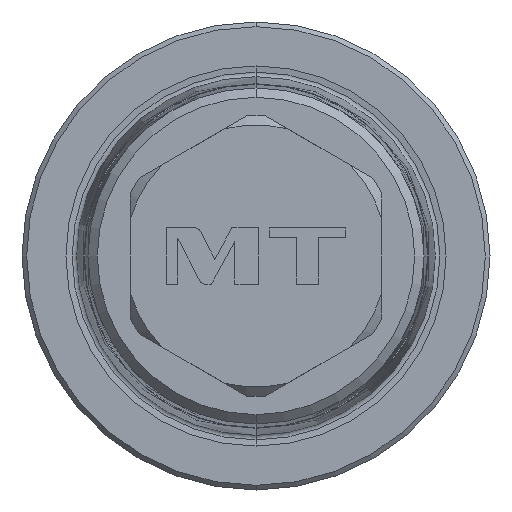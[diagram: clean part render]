
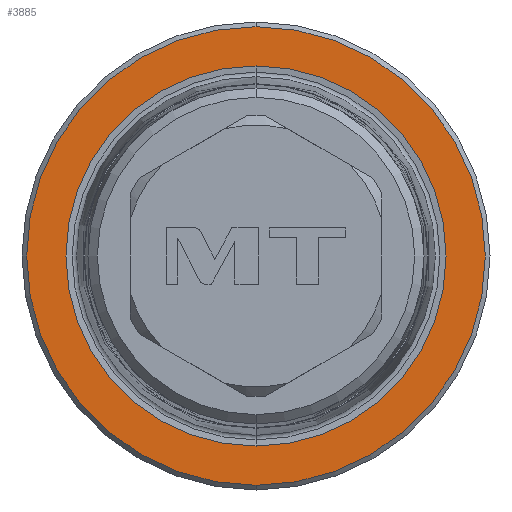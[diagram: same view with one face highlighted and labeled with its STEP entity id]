
A CAD part, front view. The second image highlights one B-rep face of the part: STEP entity #3885.
In plain terms, the highlighted planar face has unit normal (0, -1, 0).
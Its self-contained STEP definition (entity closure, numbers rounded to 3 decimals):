
#721=CARTESIAN_POINT('',(0.,0.,0.));
#722=DIRECTION('',(0.,1.,0.));
#723=DIRECTION('',(0.,0.,-1.));
#724=AXIS2_PLACEMENT_3D('',#721,#722,#723);
#726=CARTESIAN_POINT('',(0.,0.,0.));
#727=DIRECTION('',(0.,1.,0.));
#728=DIRECTION('',(0.,0.,1.));
#729=AXIS2_PLACEMENT_3D('',#726,#727,#728);
#731=CARTESIAN_POINT('',(0.,0.,0.));
#732=DIRECTION('',(0.,-1.,0.));
#733=DIRECTION('',(0.,0.,1.));
#734=AXIS2_PLACEMENT_3D('',#731,#732,#733);
#736=CARTESIAN_POINT('',(0.,0.,0.));
#737=DIRECTION('',(0.,-1.,0.));
#738=DIRECTION('',(0.,0.,-1.));
#739=AXIS2_PLACEMENT_3D('',#736,#737,#738);
#2745=CARTESIAN_POINT('',(0.,0.,-24.5));
#2746=CARTESIAN_POINT('',(0.,0.,24.5));
#2747=VERTEX_POINT('',#2745);
#2748=VERTEX_POINT('',#2746);
#2849=CARTESIAN_POINT('',(0.,0.,20.308));
#2850=CARTESIAN_POINT('',(0.,0.,-20.308));
#2851=VERTEX_POINT('',#2849);
#2852=VERTEX_POINT('',#2850);
#3870=CARTESIAN_POINT('',(0.,0.,0.));
#3871=DIRECTION('',(0.,-1.,0.));
#3872=DIRECTION('',(0.,0.,-1.));
#3873=AXIS2_PLACEMENT_3D('',#3870,#3871,#3872);
#3874=PLANE('',#3873);
#3875=ORIENTED_EDGE('',*,*,#3852,.T.);
#3876=ORIENTED_EDGE('',*,*,#3837,.T.);
#3877=EDGE_LOOP('',(#3875,#3876));
#3878=FACE_OUTER_BOUND('',#3877,.F.);
#3880=ORIENTED_EDGE('',*,*,#3879,.T.);
#3882=ORIENTED_EDGE('',*,*,#3881,.T.);
#3883=EDGE_LOOP('',(#3880,#3882));
#3884=FACE_BOUND('',#3883,.F.);
#3885=ADVANCED_FACE('',(#3878,#3884),#3874,.T.);
#725=CIRCLE('',#724,24.5);
#730=CIRCLE('',#729,24.5);
#735=CIRCLE('',#734,20.308);
#740=CIRCLE('',#739,20.308);
#3837=EDGE_CURVE('',#2748,#2747,#730,.T.);
#3852=EDGE_CURVE('',#2747,#2748,#725,.T.);
#3879=EDGE_CURVE('',#2851,#2852,#735,.T.);
#3881=EDGE_CURVE('',#2852,#2851,#740,.T.);
